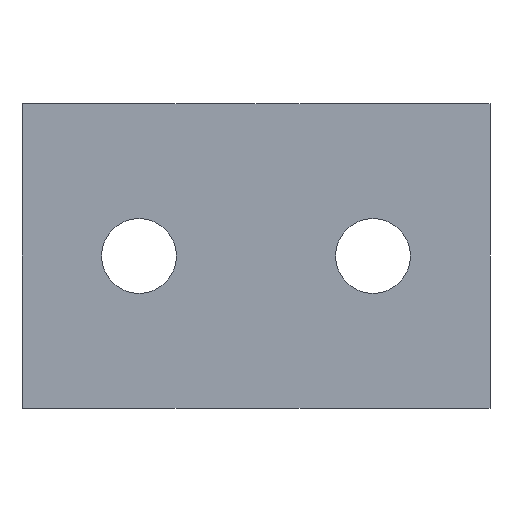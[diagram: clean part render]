
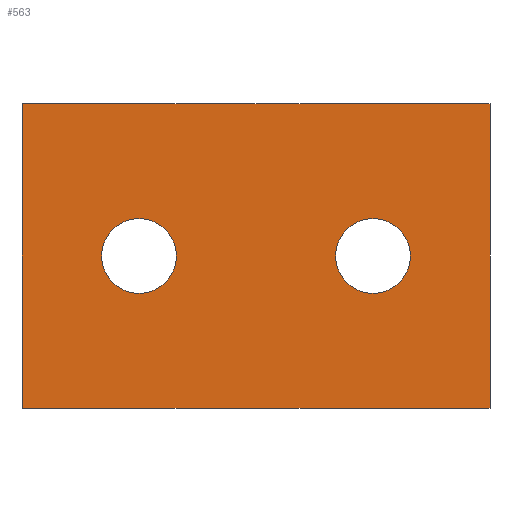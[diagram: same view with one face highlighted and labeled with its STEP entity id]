
A CAD part, front view. The second image highlights one B-rep face of the part: STEP entity #563.
In plain terms, the highlighted planar face has unit normal (0, -1, 0).
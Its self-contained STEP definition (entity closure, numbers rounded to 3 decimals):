
#14 = ORIENTED_EDGE ( 'NONE', *, *, #720, .T. ) ;
#18 = CARTESIAN_POINT ( 'NONE',  ( 45.343, 0., -54.219 ) ) ;
#23 = ORIENTED_EDGE ( 'NONE', *, *, #727, .F. ) ;
#29 = DIRECTION ( 'NONE',  ( 0., 0., 1. ) ) ;
#32 = CARTESIAN_POINT ( 'NONE',  ( 30.343, 0., -47.719 ) ) ;
#38 = DIRECTION ( 'NONE',  ( 0., 0., 1. ) ) ;
#41 = VERTEX_POINT ( 'NONE', #219 ) ;
#44 = ORIENTED_EDGE ( 'NONE', *, *, #570, .T. ) ;
#55 = EDGE_LOOP ( 'NONE', ( #23, #159, #609, #399 ) ) ;
#93 = CARTESIAN_POINT ( 'NONE',  ( 30.343, 0., -47.719 ) ) ;
#94 = CARTESIAN_POINT ( 'NONE',  ( 40.343, 0., -47.719 ) ) ;
#97 = CIRCLE ( 'NONE', #265, 1.6 ) ;
#101 = CARTESIAN_POINT ( 'NONE',  ( 40.343, 0., -47.719 ) ) ;
#113 = FACE_OUTER_BOUND ( 'NONE', #55, .T. ) ;
#124 = CARTESIAN_POINT ( 'NONE',  ( 25.343, 0., -41.219 ) ) ;
#146 = CARTESIAN_POINT ( 'NONE',  ( 30.343, 0., -46.119 ) ) ;
#148 = DIRECTION ( 'NONE',  ( 0., 0., 1. ) ) ;
#149 = EDGE_CURVE ( 'NONE', #41, #711, #641, .T. ) ;
#154 = CARTESIAN_POINT ( 'NONE',  ( 45.343, 0., -54.219 ) ) ;
#158 = DIRECTION ( 'NONE',  ( 0., 0., -1. ) ) ;
#159 = ORIENTED_EDGE ( 'NONE', *, *, #149, .F. ) ;
#161 = DIRECTION ( 'NONE',  ( 0., 0., 1. ) ) ;
#194 = CIRCLE ( 'NONE', #448, 1.6 ) ;
#195 = VECTOR ( 'NONE', #231, 1000. ) ;
#208 = EDGE_LOOP ( 'NONE', ( #267, #14 ) ) ;
#211 = DIRECTION ( 'NONE',  ( -1., 0., 0. ) ) ;
#217 = LINE ( 'NONE', #584, #513 ) ;
#219 = CARTESIAN_POINT ( 'NONE',  ( 25.343, 0., -41.219 ) ) ;
#220 = VERTEX_POINT ( 'NONE', #234 ) ;
#221 = VERTEX_POINT ( 'NONE', #284 ) ;
#227 = AXIS2_PLACEMENT_3D ( 'NONE', #599, #486, #158 ) ;
#231 = DIRECTION ( 'NONE',  ( 1., 0., 0. ) ) ;
#234 = CARTESIAN_POINT ( 'NONE',  ( 40.343, 0., -46.119 ) ) ;
#240 = FACE_BOUND ( 'NONE', #673, .T. ) ;
#252 = DIRECTION ( 'NONE',  ( 0., 0., -1. ) ) ;
#255 = LINE ( 'NONE', #410, #517 ) ;
#265 = AXIS2_PLACEMENT_3D ( 'NONE', #101, #489, #161 ) ;
#267 = ORIENTED_EDGE ( 'NONE', *, *, #485, .T. ) ;
#284 = CARTESIAN_POINT ( 'NONE',  ( 30.343, 0., -49.319 ) ) ;
#292 = AXIS2_PLACEMENT_3D ( 'NONE', #32, #359, #704 ) ;
#295 = VERTEX_POINT ( 'NONE', #18 ) ;
#321 = CARTESIAN_POINT ( 'NONE',  ( 40.343, 0., -49.319 ) ) ;
#323 = AXIS2_PLACEMENT_3D ( 'NONE', #93, #476, #148 ) ;
#326 = CIRCLE ( 'NONE', #323, 1.6 ) ;
#359 = DIRECTION ( 'NONE',  ( 0., 1., 0. ) ) ;
#360 = ORIENTED_EDGE ( 'NONE', *, *, #659, .T. ) ;
#399 = ORIENTED_EDGE ( 'NONE', *, *, #562, .F. ) ;
#400 = FACE_BOUND ( 'NONE', #208, .T. ) ;
#404 = EDGE_CURVE ( 'NONE', #579, #41, #217, .T. ) ;
#410 = CARTESIAN_POINT ( 'NONE',  ( 45.343, 0., -51.219 ) ) ;
#413 = CARTESIAN_POINT ( 'NONE',  ( 45.343, 0., -41.219 ) ) ;
#417 = DIRECTION ( 'NONE',  ( 0., 1., 0. ) ) ;
#425 = PLANE ( 'NONE',  #227 ) ;
#448 = AXIS2_PLACEMENT_3D ( 'NONE', #94, #417, #38 ) ;
#476 = DIRECTION ( 'NONE',  ( 0., 1., 0. ) ) ;
#485 = EDGE_CURVE ( 'NONE', #221, #686, #326, .T. ) ;
#486 = DIRECTION ( 'NONE',  ( 0., -1., 0. ) ) ;
#489 = DIRECTION ( 'NONE',  ( 0., 1., 0. ) ) ;
#513 = VECTOR ( 'NONE', #29, 1000. ) ;
#517 = VECTOR ( 'NONE', #252, 1000. ) ;
#536 = CIRCLE ( 'NONE', #292, 1.6 ) ;
#543 = VECTOR ( 'NONE', #211, 1000. ) ;
#562 = EDGE_CURVE ( 'NONE', #295, #579, #696, .T. ) ;
#563 = ADVANCED_FACE ( 'NONE', ( #240, #113, #400 ), #425, .T. ) ;
#570 = EDGE_CURVE ( 'NONE', #220, #615, #97, .T. ) ;
#579 = VERTEX_POINT ( 'NONE', #665 ) ;
#584 = CARTESIAN_POINT ( 'NONE',  ( 25.343, 0., -51.219 ) ) ;
#599 = CARTESIAN_POINT ( 'NONE',  ( 0., 0., 0. ) ) ;
#609 = ORIENTED_EDGE ( 'NONE', *, *, #404, .F. ) ;
#615 = VERTEX_POINT ( 'NONE', #321 ) ;
#641 = LINE ( 'NONE', #124, #195 ) ;
#659 = EDGE_CURVE ( 'NONE', #615, #220, #194, .T. ) ;
#665 = CARTESIAN_POINT ( 'NONE',  ( 25.343, 0., -54.219 ) ) ;
#673 = EDGE_LOOP ( 'NONE', ( #360, #44 ) ) ;
#686 = VERTEX_POINT ( 'NONE', #146 ) ;
#696 = LINE ( 'NONE', #154, #543 ) ;
#704 = DIRECTION ( 'NONE',  ( 0., 0., 1. ) ) ;
#711 = VERTEX_POINT ( 'NONE', #413 ) ;
#720 = EDGE_CURVE ( 'NONE', #686, #221, #536, .T. ) ;
#727 = EDGE_CURVE ( 'NONE', #711, #295, #255, .T. ) ;
